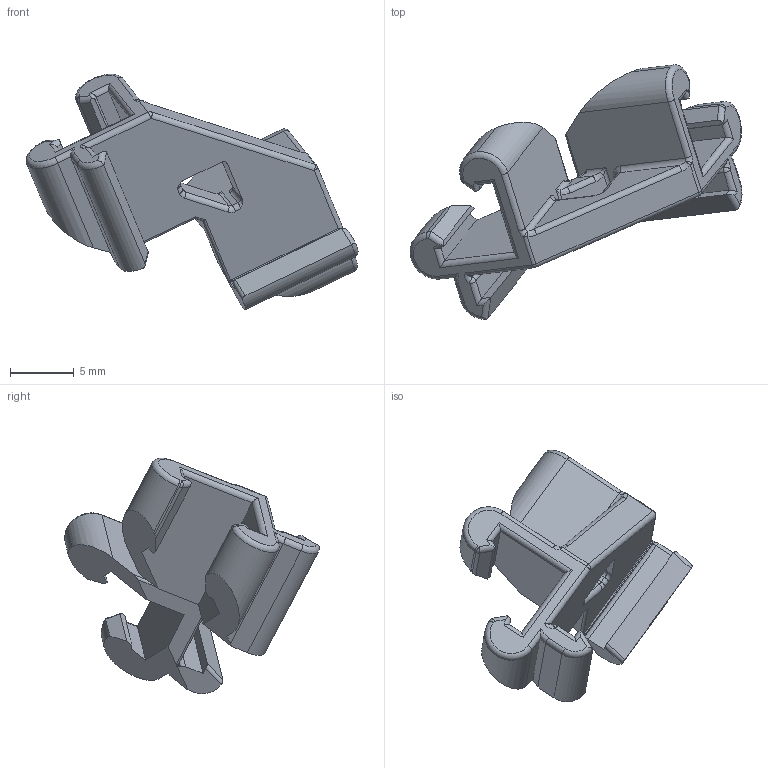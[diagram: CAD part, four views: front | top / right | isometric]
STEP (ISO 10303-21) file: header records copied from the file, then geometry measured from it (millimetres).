
FILE_DESCRIPTION (( 'STEP AP214' ), '1' );
FILE_NAME ('2mm_corner_panel_clip_for_1515_5mm_undersized.STEP', '2021-09-23T08:51:42', ( '' ), ( '' ), 'SwSTEP 2.0', 'SolidWorks 2021', '' );
FILE_SCHEMA (( 'AUTOMOTIVE_DESIGN' ));
Length unit declared in the file: millimetre
Products named in the file (1): 2mm_corner_panel_clip_for_1515_5mm_undersized
Bounding box: 25.99 x 19.91 x 18.43 mm (x, y, z)
Volume: 872.6 mm3; surface area: 1229.4 mm2
Topology: 1 solids, 1 shells, 176 faces, 444 edges, 260 vertices
Faces by surface type: cylinder 82, plane 53, torus 21, bspline 14, sphere 6
Entity records: 5468 total; most frequent: CARTESIAN_POINT 1511, ORIENTED_EDGE 870, DIRECTION 785, EDGE_CURVE 435, AXIS2_PLACEMENT_3D 278, VERTEX_POINT 260, VECTOR 229, LINE 229
